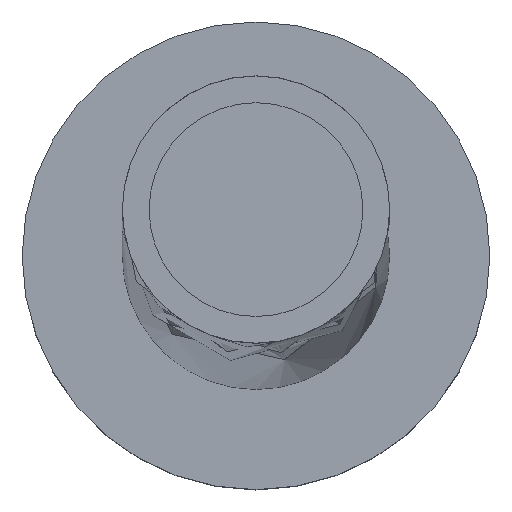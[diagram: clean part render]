
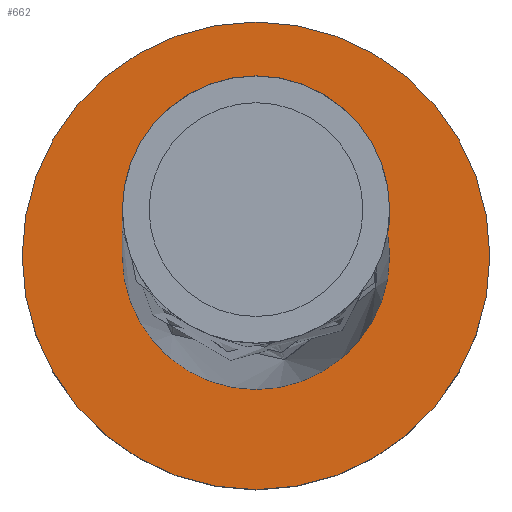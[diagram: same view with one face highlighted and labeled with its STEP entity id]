
A CAD part, top view. The second image highlights one B-rep face of the part: STEP entity #662.
In plain terms, the highlighted planar face has unit normal (0, 0, 1).
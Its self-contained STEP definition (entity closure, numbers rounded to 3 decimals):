
#3 = DIRECTION ( 'NONE',  ( 1., 0., 0. ) ) ;
#22 = AXIS2_PLACEMENT_3D ( 'NONE', #1404, #341, #3 ) ;
#158 = EDGE_LOOP ( 'NONE', ( #444, #1237 ) ) ;
#169 = CIRCLE ( 'NONE', #463, 4. ) ;
#274 = VERTEX_POINT ( 'NONE', #1125 ) ;
#315 = CARTESIAN_POINT ( 'NONE',  ( 0., 0., 5. ) ) ;
#322 = CARTESIAN_POINT ( 'NONE',  ( 7., 0., 5. ) ) ;
#341 = DIRECTION ( 'NONE',  ( 0., 0., 1. ) ) ;
#375 = FACE_OUTER_BOUND ( 'NONE', #158, .T. ) ;
#444 = ORIENTED_EDGE ( 'NONE', *, *, #2140, .T. ) ;
#463 = AXIS2_PLACEMENT_3D ( 'NONE', #635, #810, #2032 ) ;
#504 = DIRECTION ( 'NONE',  ( 1., 0., 0. ) ) ;
#550 = CARTESIAN_POINT ( 'NONE',  ( 0., 0., 5. ) ) ;
#567 = AXIS2_PLACEMENT_3D ( 'NONE', #1213, #1059, #1233 ) ;
#634 = EDGE_CURVE ( 'NONE', #1508, #274, #1701, .T. ) ;
#635 = CARTESIAN_POINT ( 'NONE',  ( 0., 0., 5. ) ) ;
#662 = ADVANCED_FACE ( 'NONE', ( #1568, #375 ), #695, .T. ) ;
#695 = PLANE ( 'NONE',  #1185 ) ;
#727 = EDGE_CURVE ( 'NONE', #1385, #1099, #1220, .T. ) ;
#744 = CIRCLE ( 'NONE', #2009, 7. ) ;
#810 = DIRECTION ( 'NONE',  ( 0., 0., 1. ) ) ;
#1059 = DIRECTION ( 'NONE',  ( 0., 0., 1. ) ) ;
#1099 = VERTEX_POINT ( 'NONE', #2238 ) ;
#1125 = CARTESIAN_POINT ( 'NONE',  ( 4., 0., 5. ) ) ;
#1151 = ORIENTED_EDGE ( 'NONE', *, *, #2027, .F. ) ;
#1185 = AXIS2_PLACEMENT_3D ( 'NONE', #550, #1245, #1934 ) ;
#1213 = CARTESIAN_POINT ( 'NONE',  ( 0., 0., 5. ) ) ;
#1220 = CIRCLE ( 'NONE', #22, 7. ) ;
#1233 = DIRECTION ( 'NONE',  ( 1., 0., 0. ) ) ;
#1237 = ORIENTED_EDGE ( 'NONE', *, *, #727, .T. ) ;
#1245 = DIRECTION ( 'NONE',  ( 0., 0., 1. ) ) ;
#1385 = VERTEX_POINT ( 'NONE', #322 ) ;
#1388 = CARTESIAN_POINT ( 'NONE',  ( -4., 0., 5. ) ) ;
#1404 = CARTESIAN_POINT ( 'NONE',  ( 0., 0., 5. ) ) ;
#1466 = ORIENTED_EDGE ( 'NONE', *, *, #634, .F. ) ;
#1508 = VERTEX_POINT ( 'NONE', #1388 ) ;
#1536 = DIRECTION ( 'NONE',  ( 0., 0., 1. ) ) ;
#1568 = FACE_BOUND ( 'NONE', #2182, .T. ) ;
#1701 = CIRCLE ( 'NONE', #567, 4. ) ;
#1934 = DIRECTION ( 'NONE',  ( 1., 0., 0. ) ) ;
#2009 = AXIS2_PLACEMENT_3D ( 'NONE', #315, #1536, #504 ) ;
#2027 = EDGE_CURVE ( 'NONE', #274, #1508, #169, .T. ) ;
#2032 = DIRECTION ( 'NONE',  ( 1., 0., 0. ) ) ;
#2140 = EDGE_CURVE ( 'NONE', #1099, #1385, #744, .T. ) ;
#2182 = EDGE_LOOP ( 'NONE', ( #1466, #1151 ) ) ;
#2238 = CARTESIAN_POINT ( 'NONE',  ( -7., 0., 5. ) ) ;
